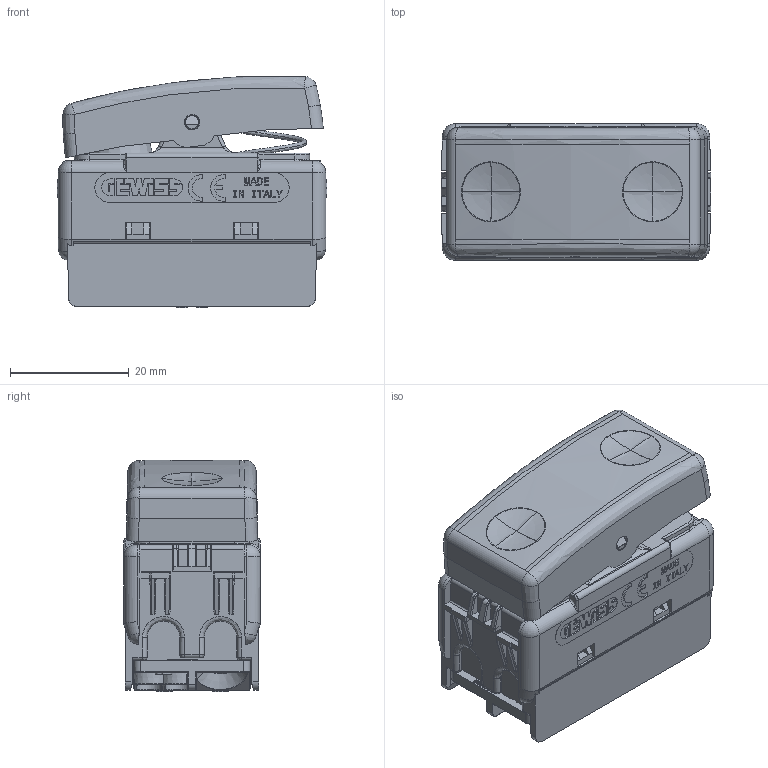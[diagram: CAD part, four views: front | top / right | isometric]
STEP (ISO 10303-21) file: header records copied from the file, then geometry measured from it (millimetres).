
FILE_DESCRIPTION(('CATIA V5 STEP Exchange','CAx-IF Rec.Pracs.--- Model Styling and Organization---1.4--- 2014-01-23'),'2;1');
FILE_NAME('GW20520 - PULSANTE 1P NA+NA -10A SYS.stp','2019-11-28T16:14:54+00:00',('none'),('none'),'CATIA Version 5-6 Release 2016 SP4','CATIA V5 STEP AP214','none');
FILE_SCHEMA(('AUTOMOTIVE_DESIGN { 1 0 10303 214 1 1 1 1 }'));
Products named in the file (5): ASS.PULSANTI NA+NA  SYSTEM; CUSTODIA INTERRUTTORE-PULSANTE; TASTO COMANDO SYSTEM WHITE; 50029792  TAB.FONDO 5 POS SYST; MOLLA PULSANTE DE=13.8 (PI)
Assembly tree (4 placements, depth 2):
  ASS.PULSANTI NA+NA  SYSTEM
    CUSTODIA INTERRUTTORE-PULSANTE
    TASTO COMANDO SYSTEM WHITE
    50029792  TAB.FONDO 5 POS SYST
    MOLLA PULSANTE DE=13.8 (PI)
Bounding box: 45.4 x 23 x 39.02 mm (x, y, z)
Volume: 30409.9 mm3; surface area: 24511.9 mm2
Topology: 5 solids, 6 shells, 4642 faces, 12767 edges, 8063 vertices
Faces by surface type: plane 2973, cylinder 794, bspline 463, torus 185, sphere 127, cone 98, extrusion 2
Entity records: 168015 total; most frequent: CARTESIAN_POINT 63561, ORIENTED_EDGE 25192, DIRECTION 15605, EDGE_CURVE 12596, VERTEX_POINT 8063, VECTOR 7372, LINE 7370, EDGE_LOOP 4769
